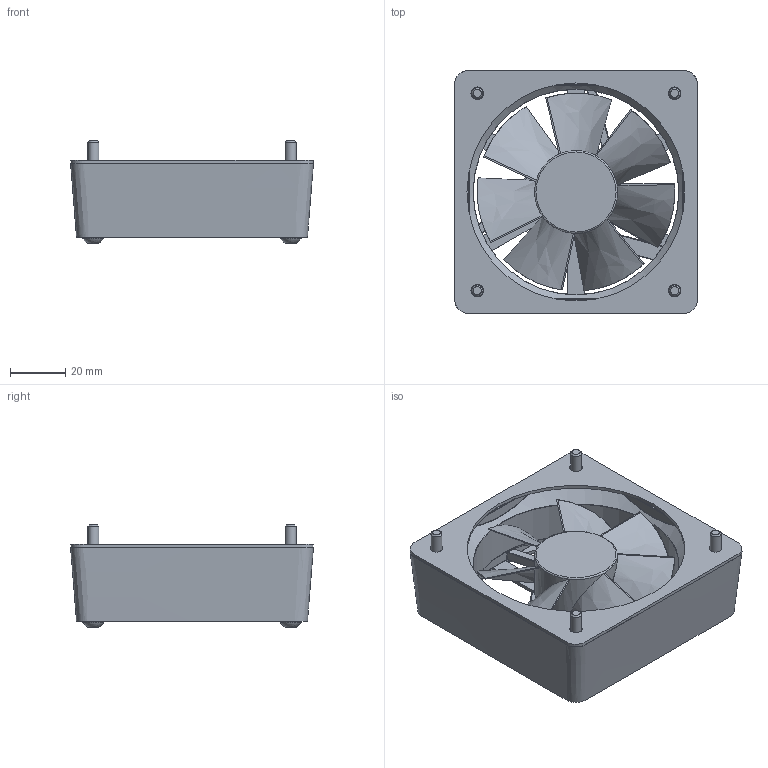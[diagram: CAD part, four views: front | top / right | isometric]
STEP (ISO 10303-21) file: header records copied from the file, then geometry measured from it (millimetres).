
FILE_DESCRIPTION(/* description */ (''),/* implementation_level */ '2;1');
FILE_NAME(/* name */ '8025 Fan Assembly.step',/* time_stamp */ '2023-06-05T04:53:51-05:00',/* author */ (''),/* organization */ (''),/* preprocessor_version */ 'ST-DEVELOPER v19.2',/* originating_system */ 'Autodesk Translation Framework v12.6.0.85',/* authorisation */ '');
FILE_SCHEMA (('AUTOMOTIVE_DESIGN { 1 0 10303 214 3 1 1 }'));
Length unit declared in the file: millimetre
Products named in the file (9): 8025 Fan Assembly; 8025 Fan; 8025 Fan Cage; 8025 TPU Gasket; PN708; 80MM_FAN; 80MM_FAN_PROP; 80MM_FAN_HOUSING; PN517
Assembly tree (11 placements, depth 4):
  8025 Fan Assembly
    8025 Fan
      8025 Fan Cage
      8025 TPU Gasket
    PN708
      80MM_FAN
        80MM_FAN_PROP
        80MM_FAN_HOUSING
    PN517  x4
Bounding box: 88.01 x 88.01 x 37.2 mm (x, y, z)
Volume: 51768.5 mm3; surface area: 66573 mm2
Topology: 8 solids, 8 shells, 528 faces, 1222 edges, 714 vertices
Faces by surface type: bspline 140, cylinder 136, plane 119, torus 79, cone 39, sphere 15
Full cylindrical faces by diameter (mm): 4 x12, 4.6 x8, 7.6 x4, 8 x1, 28.345 x1, 30 x1, 74.5 x1, 79 x1
Entity records: 30102 total; most frequent: CARTESIAN_POINT 19066, ORIENTED_EDGE 2232, DIRECTION 2143, EDGE_CURVE 1116, AXIS2_PLACEMENT_3D 922, VERTEX_POINT 660, EDGE_LOOP 524, CIRCLE 503
